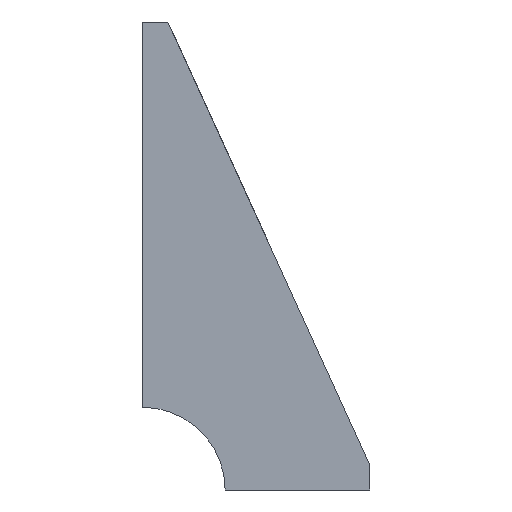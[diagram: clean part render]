
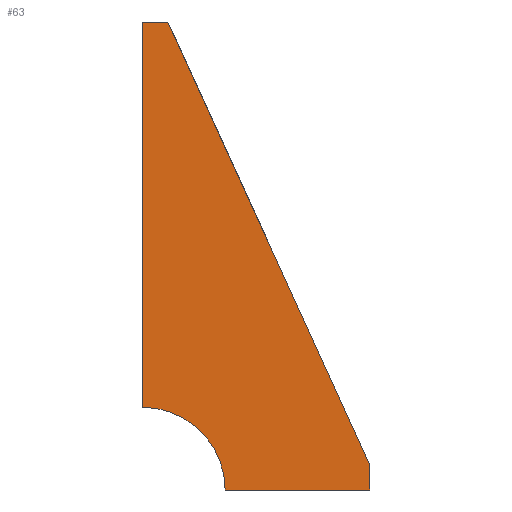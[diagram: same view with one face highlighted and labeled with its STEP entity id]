
A CAD part, left-side view. The second image highlights one B-rep face of the part: STEP entity #63.
In plain terms, the highlighted planar face has unit normal (-1, 0, 0).
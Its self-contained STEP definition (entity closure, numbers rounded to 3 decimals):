
#63=ADVANCED_FACE('',(#157),#158,.T.);
#157=FACE_OUTER_BOUND('',#281,.T.);
#158=PLANE('',#282);
#281=EDGE_LOOP('',(#413,#414,#415,#416,#417,#418));
#282=AXIS2_PLACEMENT_3D('',#419,#420,#421);
#413=ORIENTED_EDGE('',*,*,#759,.T.);
#414=ORIENTED_EDGE('',*,*,#760,.T.);
#415=ORIENTED_EDGE('',*,*,#761,.T.);
#416=ORIENTED_EDGE('',*,*,#762,.T.);
#417=ORIENTED_EDGE('',*,*,#763,.T.);
#418=ORIENTED_EDGE('',*,*,#742,.F.);
#419=CARTESIAN_POINT('',(-19.0,0.,0.));
#420=DIRECTION('',(-1.0,0.,0.));
#421=DIRECTION('',(0.,0.0,1.0));
#742=EDGE_CURVE('',#881,#882,#883,.T.);
#759=EDGE_CURVE('',#881,#914,#915,.T.);
#760=EDGE_CURVE('',#914,#916,#917,.T.);
#761=EDGE_CURVE('',#916,#918,#919,.T.);
#762=EDGE_CURVE('',#918,#920,#921,.T.);
#763=EDGE_CURVE('',#920,#882,#922,.T.);
#881=VERTEX_POINT('',#1088);
#882=VERTEX_POINT('',#1089);
#883=LINE('',#1090,#1091);
#914=VERTEX_POINT('',#1137);
#915=CIRCLE('',#1138,27.505);
#916=VERTEX_POINT('',#1139);
#917=LINE('',#1140,#1141);
#918=VERTEX_POINT('',#1142);
#919=LINE('',#1143,#1144);
#920=VERTEX_POINT('',#1145);
#921=LINE('',#1146,#1147);
#922=LINE('',#1148,#1149);
#1088=CARTESIAN_POINT('',(-19.0,0.,27.505));
#1089=CARTESIAN_POINT('',(-19.0,0.,155.5));
#1090=CARTESIAN_POINT('',(-19.0,0.,27.505));
#1091=VECTOR('',#1392,127.995);
#1137=CARTESIAN_POINT('',(-19.0,-27.505,0.));
#1138=AXIS2_PLACEMENT_3D('',#1408,#1409,#1410);
#1139=CARTESIAN_POINT('',(-19.0,-75.5,0.));
#1140=CARTESIAN_POINT('',(-19.0,-27.505,0.));
#1141=VECTOR('',#1411,47.995);
#1142=CARTESIAN_POINT('',(-19.0,-75.5,8.5));
#1143=CARTESIAN_POINT('',(-19.0,-75.5,0.));
#1144=VECTOR('',#1412,8.5);
#1145=CARTESIAN_POINT('',(-19.0,-8.5,155.5));
#1146=CARTESIAN_POINT('',(-19.0,-75.5,8.5));
#1147=VECTOR('',#1413,161.549);
#1148=CARTESIAN_POINT('',(-19.0,-8.5,155.5));
#1149=VECTOR('',#1414,8.5);
#1392=DIRECTION('',(0.,0.,1.0));
#1408=CARTESIAN_POINT('',(-19.0,0.,0.));
#1409=DIRECTION('',(1.0,0.,0.));
#1410=DIRECTION('',(0.,0.,1.0));
#1411=DIRECTION('',(0.,-1.0,0.0));
#1412=DIRECTION('',(0.,0.,1.0));
#1413=DIRECTION('',(0.,0.415,0.91));
#1414=DIRECTION('',(0.,1.0,0.0));
